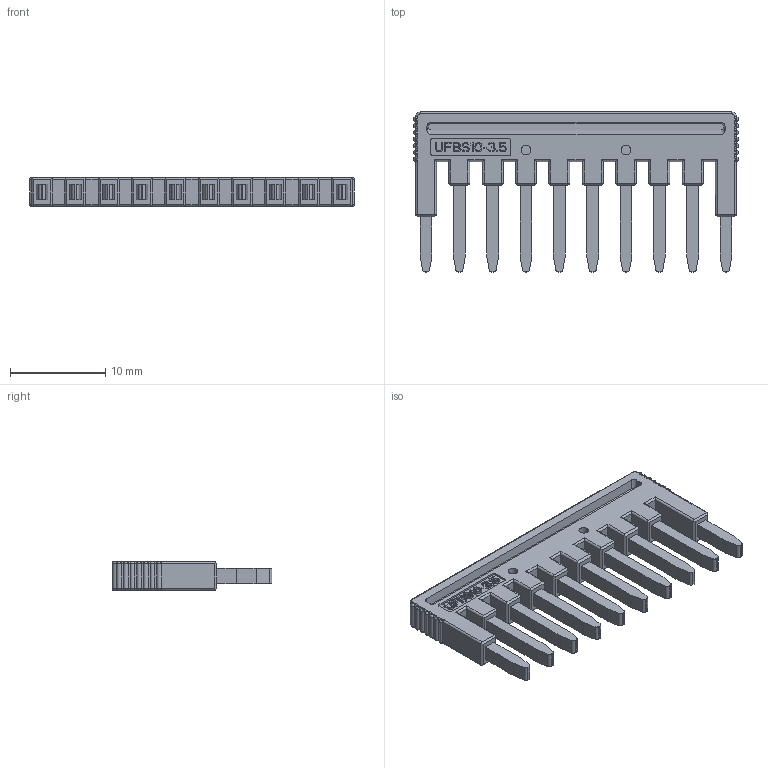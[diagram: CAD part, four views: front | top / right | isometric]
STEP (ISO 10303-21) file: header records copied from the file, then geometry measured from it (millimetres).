
FILE_DESCRIPTION((''),'2;1');
FILE_NAME('5YB510126_1','2022-07-13T',('ASUS'),(''),'PRO/ENGINEER BY PARAMETRIC TECHNOLOGY CORPORATION, 2013230','PRO/ENGINEER BY PARAMETRIC TECHNOLOGY CORPORATION, 2013230','');
FILE_SCHEMA(('CONFIG_CONTROL_DESIGN'));
Length unit declared in the file: millimetre
Products named in the file (1): 5YB510126_1
Bounding box: 34.1 x 16.8 x 3 mm (x, y, z)
Volume: 820 mm3; surface area: 1474.8 mm2
Topology: 1 solids, 1 shells, 1042 faces, 2916 edges, 1864 vertices
Faces by surface type: plane 806, cylinder 148, bspline 84, torus 4
Entity records: 34048 total; most frequent: CARTESIAN_POINT 7864, ORIENTED_EDGE 5720, DIRECTION 4980, EDGE_CURVE 2860, VECTOR 2384, LINE 2384, VERTEX_POINT 1864, AXIS2_PLACEMENT_3D 1298
